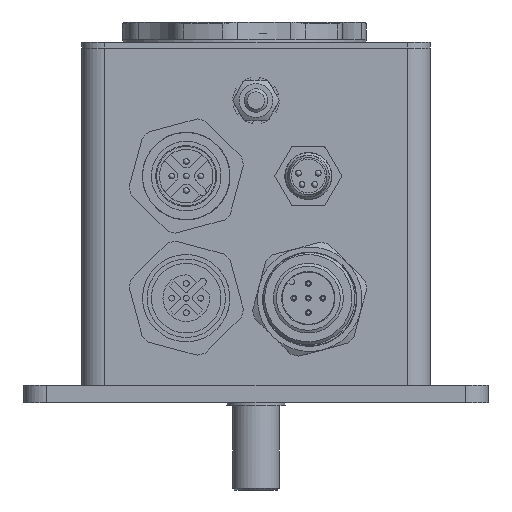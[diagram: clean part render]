
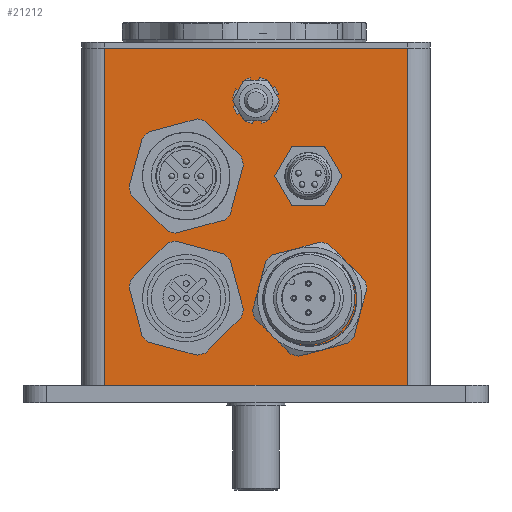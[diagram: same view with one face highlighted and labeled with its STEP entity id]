
A CAD part, front view. The second image highlights one B-rep face of the part: STEP entity #21212.
In plain terms, the highlighted planar face has unit normal (0, -1, 0).
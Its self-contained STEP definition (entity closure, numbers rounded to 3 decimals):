
#594=FACE_BOUND('',#2880,.T.);
#595=FACE_BOUND('',#2881,.T.);
#596=FACE_BOUND('',#2882,.T.);
#597=FACE_BOUND('',#2883,.T.);
#598=FACE_BOUND('',#2884,.T.);
#790=PLANE('',#23275);
#1595=FACE_OUTER_BOUND('',#2879,.T.);
#2879=EDGE_LOOP('',(#15039,#15040,#15041,#15042));
#2880=EDGE_LOOP('',(#15043,#15044));
#2881=EDGE_LOOP('',(#15045,#15046));
#2882=EDGE_LOOP('',(#15047,#15048));
#2883=EDGE_LOOP('',(#15049,#15050));
#2884=EDGE_LOOP('',(#15051,#15052));
#4258=LINE('',#33680,#6145);
#4259=LINE('',#33684,#6146);
#4260=LINE('',#33686,#6147);
#4261=LINE('',#33687,#6148);
#6145=VECTOR('',#26078,10.);
#6146=VECTOR('',#26083,10.);
#6147=VECTOR('',#26084,10.);
#6148=VECTOR('',#26085,10.);
#8097=CIRCLE('',#23233,4.1);
#8098=CIRCLE('',#23234,4.1);
#8100=CIRCLE('',#23237,2.05);
#8101=CIRCLE('',#23238,2.05);
#8103=CIRCLE('',#23241,7.55);
#8104=CIRCLE('',#23242,7.55);
#8106=CIRCLE('',#23245,7.55);
#8107=CIRCLE('',#23246,7.55);
#8109=CIRCLE('',#23249,7.55);
#8110=CIRCLE('',#23250,7.55);
#9280=VERTEX_POINT('',#33574);
#9281=VERTEX_POINT('',#33575);
#9283=VERTEX_POINT('',#33582);
#9284=VERTEX_POINT('',#33583);
#9286=VERTEX_POINT('',#33590);
#9287=VERTEX_POINT('',#33591);
#9289=VERTEX_POINT('',#33598);
#9290=VERTEX_POINT('',#33599);
#9292=VERTEX_POINT('',#33606);
#9293=VERTEX_POINT('',#33607);
#9317=VERTEX_POINT('',#33677);
#9318=VERTEX_POINT('',#33679);
#9319=VERTEX_POINT('',#33683);
#9320=VERTEX_POINT('',#33685);
#11497=EDGE_CURVE('',#9280,#9281,#8097,.T.);
#11498=EDGE_CURVE('',#9281,#9280,#8098,.T.);
#11501=EDGE_CURVE('',#9283,#9284,#8100,.T.);
#11502=EDGE_CURVE('',#9284,#9283,#8101,.T.);
#11505=EDGE_CURVE('',#9286,#9287,#8103,.T.);
#11506=EDGE_CURVE('',#9287,#9286,#8104,.T.);
#11509=EDGE_CURVE('',#9289,#9290,#8106,.T.);
#11510=EDGE_CURVE('',#9290,#9289,#8107,.T.);
#11513=EDGE_CURVE('',#9292,#9293,#8109,.T.);
#11514=EDGE_CURVE('',#9293,#9292,#8110,.T.);
#11549=EDGE_CURVE('',#9318,#9317,#4258,.T.);
#11551=EDGE_CURVE('',#9317,#9319,#4259,.T.);
#11552=EDGE_CURVE('',#9320,#9319,#4260,.T.);
#11553=EDGE_CURVE('',#9318,#9320,#4261,.T.);
#15039=ORIENTED_EDGE('',*,*,#11551,.T.);
#15040=ORIENTED_EDGE('',*,*,#11552,.F.);
#15041=ORIENTED_EDGE('',*,*,#11553,.F.);
#15042=ORIENTED_EDGE('',*,*,#11549,.T.);
#15043=ORIENTED_EDGE('',*,*,#11497,.T.);
#15044=ORIENTED_EDGE('',*,*,#11498,.T.);
#15045=ORIENTED_EDGE('',*,*,#11501,.T.);
#15046=ORIENTED_EDGE('',*,*,#11502,.T.);
#15047=ORIENTED_EDGE('',*,*,#11505,.T.);
#15048=ORIENTED_EDGE('',*,*,#11506,.T.);
#15049=ORIENTED_EDGE('',*,*,#11509,.T.);
#15050=ORIENTED_EDGE('',*,*,#11510,.T.);
#15051=ORIENTED_EDGE('',*,*,#11513,.T.);
#15052=ORIENTED_EDGE('',*,*,#11514,.T.);
#21212=ADVANCED_FACE('',(#1595,#594,#595,#596,#597,#598),#790,.T.);
#23233=AXIS2_PLACEMENT_3D('',#33576,#25970,#25971);
#23234=AXIS2_PLACEMENT_3D('',#33577,#25972,#25973);
#23237=AXIS2_PLACEMENT_3D('',#33584,#25979,#25980);
#23238=AXIS2_PLACEMENT_3D('',#33585,#25981,#25982);
#23241=AXIS2_PLACEMENT_3D('',#33592,#25988,#25989);
#23242=AXIS2_PLACEMENT_3D('',#33593,#25990,#25991);
#23245=AXIS2_PLACEMENT_3D('',#33600,#25997,#25998);
#23246=AXIS2_PLACEMENT_3D('',#33601,#25999,#26000);
#23249=AXIS2_PLACEMENT_3D('',#33608,#26006,#26007);
#23250=AXIS2_PLACEMENT_3D('',#33609,#26008,#26009);
#23275=AXIS2_PLACEMENT_3D('',#33682,#26081,#26082);
#25970=DIRECTION('center_axis',(0.,1.,0.));
#25971=DIRECTION('ref_axis',(1.,0.,0.));
#25972=DIRECTION('center_axis',(0.,1.,0.));
#25973=DIRECTION('ref_axis',(1.,0.,0.));
#25979=DIRECTION('center_axis',(0.,1.,0.));
#25980=DIRECTION('ref_axis',(1.,0.,0.));
#25981=DIRECTION('center_axis',(0.,1.,0.));
#25982=DIRECTION('ref_axis',(1.,0.,0.));
#25988=DIRECTION('center_axis',(0.,1.,0.));
#25989=DIRECTION('ref_axis',(1.,0.,0.));
#25990=DIRECTION('center_axis',(0.,1.,0.));
#25991=DIRECTION('ref_axis',(1.,0.,0.));
#25997=DIRECTION('center_axis',(0.,1.,0.));
#25998=DIRECTION('ref_axis',(1.,0.,0.));
#25999=DIRECTION('center_axis',(0.,1.,0.));
#26000=DIRECTION('ref_axis',(1.,0.,0.));
#26006=DIRECTION('center_axis',(0.,1.,0.));
#26007=DIRECTION('ref_axis',(1.,0.,0.));
#26008=DIRECTION('center_axis',(0.,1.,0.));
#26009=DIRECTION('ref_axis',(1.,0.,0.));
#26078=DIRECTION('',(0.,0.,1.));
#26081=DIRECTION('center_axis',(0.,-1.,0.));
#26082=DIRECTION('ref_axis',(0.,0.,-1.));
#26083=DIRECTION('',(-1.,0.,0.));
#26084=DIRECTION('',(0.,0.,1.));
#26085=DIRECTION('',(-1.,0.,0.));
#33574=CARTESIAN_POINT('',(42.1,-1.,36.));
#33575=CARTESIAN_POINT('',(33.9,-1.,36.));
#33576=CARTESIAN_POINT('Origin',(38.,-1.,36.));
#33577=CARTESIAN_POINT('Origin',(38.,-1.,36.));
#33582=CARTESIAN_POINT('',(31.05,-1.,49.));
#33583=CARTESIAN_POINT('',(26.95,-1.,49.));
#33584=CARTESIAN_POINT('Origin',(29.,-1.,49.));
#33585=CARTESIAN_POINT('Origin',(29.,-1.,49.));
#33590=CARTESIAN_POINT('',(45.55,-1.,15.));
#33591=CARTESIAN_POINT('',(30.45,-1.,15.));
#33592=CARTESIAN_POINT('Origin',(38.,-1.,15.));
#33593=CARTESIAN_POINT('Origin',(38.,-1.,15.));
#33598=CARTESIAN_POINT('',(24.55,-1.,15.));
#33599=CARTESIAN_POINT('',(9.45,-1.,15.));
#33600=CARTESIAN_POINT('Origin',(17.,-1.,15.));
#33601=CARTESIAN_POINT('Origin',(17.,-1.,15.));
#33606=CARTESIAN_POINT('',(24.55,-1.,36.));
#33607=CARTESIAN_POINT('',(9.45,-1.,36.));
#33608=CARTESIAN_POINT('Origin',(17.,-1.,36.));
#33609=CARTESIAN_POINT('Origin',(17.,-1.,36.));
#33677=CARTESIAN_POINT('',(55.,-1.,58.));
#33679=CARTESIAN_POINT('',(55.,-1.,0.));
#33680=CARTESIAN_POINT('',(55.,-1.,0.));
#33682=CARTESIAN_POINT('Origin',(55.,-1.,0.));
#33683=CARTESIAN_POINT('',(3.,-1.,58.));
#33684=CARTESIAN_POINT('',(55.,-1.,58.));
#33685=CARTESIAN_POINT('',(3.,-1.,0.));
#33686=CARTESIAN_POINT('',(3.,-1.,0.));
#33687=CARTESIAN_POINT('',(55.,-1.,0.));
